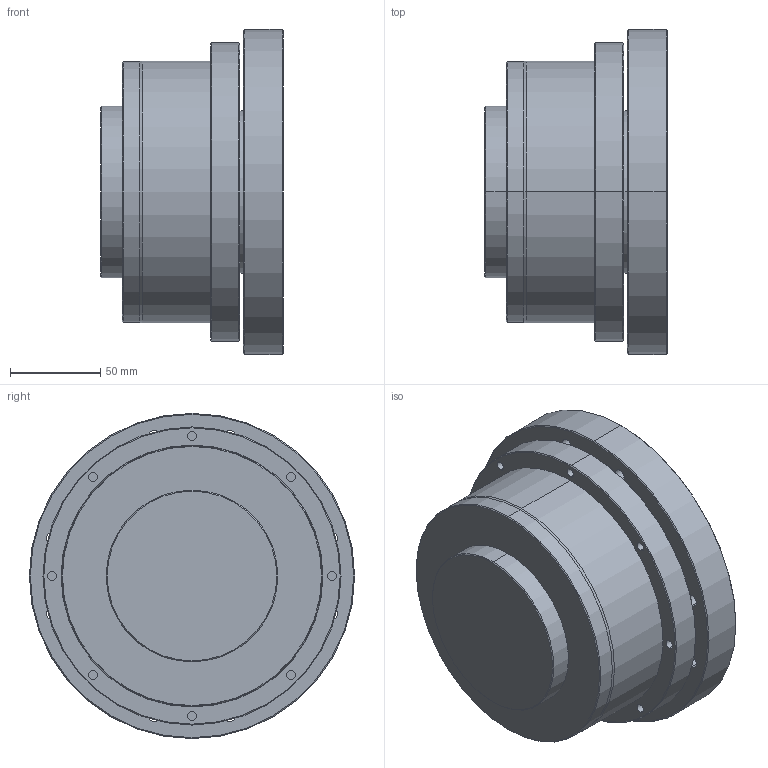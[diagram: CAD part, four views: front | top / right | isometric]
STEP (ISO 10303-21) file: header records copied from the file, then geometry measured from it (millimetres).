
FILE_DESCRIPTION (( 'STEP AP203' ), '1' );
FILE_NAME ('AEQ-145N-020-22-1Ä£ÐÍ.STEP', '2023-09-23T02:26:26', ( '' ), ( '' ), 'SwSTEP 2.0', 'SolidWorks 2023', '' );
FILE_SCHEMA (( 'CONFIG_CONTROL_DESIGN' ));
Length unit declared in the file: millimetre
Products named in the file (1): AEQ-145N-020-22-1模型
Bounding box: 101 x 180 x 180 mm (x, y, z)
Volume: 1715563.4 mm3; surface area: 138575.8 mm2
Topology: 1 solids, 1 shells, 108 faces, 274 edges, 162 vertices
Faces by surface type: cylinder 56, cone 41, plane 11
Entity records: 3268 total; most frequent: DIRECTION 609, CARTESIAN_POINT 527, ORIENTED_EDGE 500, AXIS2_PLACEMENT_3D 252, EDGE_CURVE 250, VERTEX_POINT 162, EDGE_LOOP 158, CIRCLE 143
